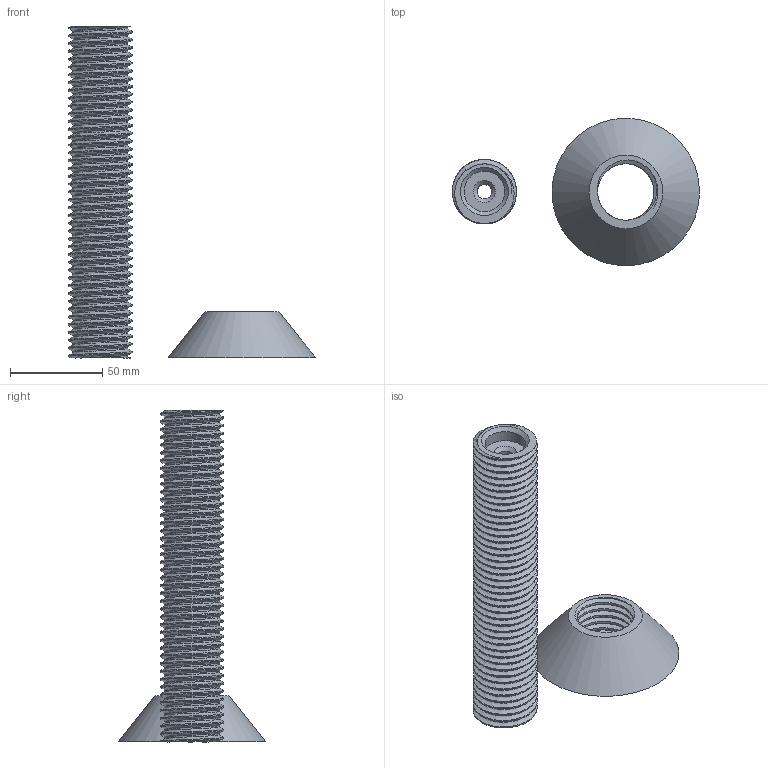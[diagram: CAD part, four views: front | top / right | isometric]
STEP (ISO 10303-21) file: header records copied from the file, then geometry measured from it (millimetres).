
FILE_DESCRIPTION(/* description */ (''),/* implementation_level */ '2;1');
FILE_NAME(/* name */ 'Fillament spool Holder_v1.step',/* time_stamp */ '2023-12-13T12:03:01-06:00',/* author */ (''),/* organization */ (''),/* preprocessor_version */ 'ST-DEVELOPER v20',/* originating_system */ 'Autodesk Translation Framework v12.14.0.127',/* authorisation */ '');
FILE_SCHEMA (('AUTOMOTIVE_DESIGN { 1 0 10303 214 3 1 1 }'));
Length unit declared in the file: millimetre
Products named in the file (1): Fillament spool Holder
Bounding box: 133.99 x 80 x 180 mm (x, y, z)
Volume: 184504.5 mm3; surface area: 51459.8 mm2
Topology: 2 solids, 2 shells, 119 faces, 335 edges, 222 vertices
Faces by surface type: cylinder 104, plane 6, bspline 5, cone 4
Full cylindrical faces by diameter (mm): 8 x1, 22 x2, 29.886 x41, 30.602 x5, 34.694 x42, 34.925 x5
Entity records: 14840 total; most frequent: CARTESIAN_POINT 12138, ORIENTED_EDGE 670, DIRECTION 374, EDGE_CURVE 335, VERTEX_POINT 222, B_SPLINE_CURVE_WITH_KNOTS 211, AXIS2_PLACEMENT_3D 135, EDGE_LOOP 125
